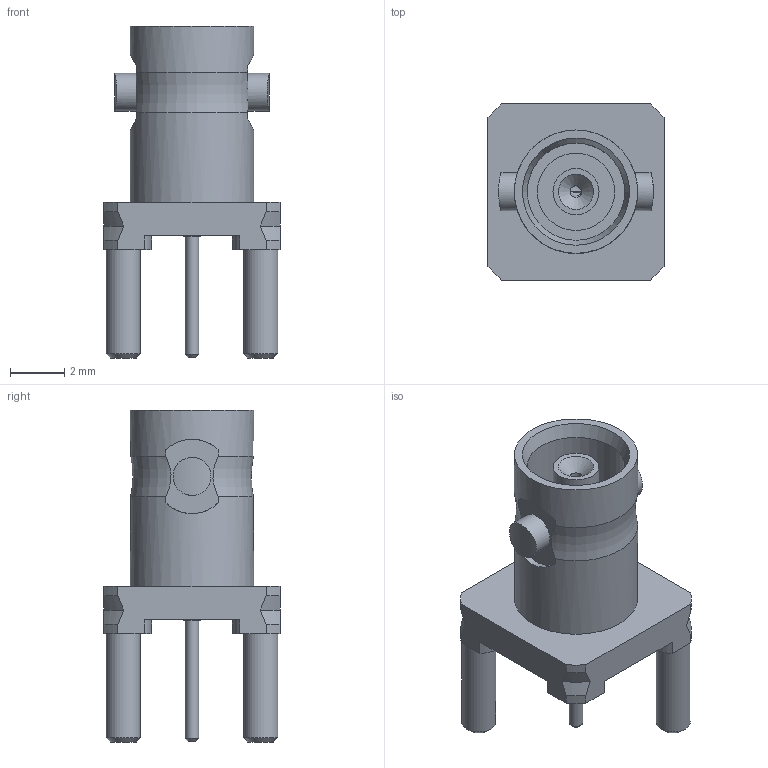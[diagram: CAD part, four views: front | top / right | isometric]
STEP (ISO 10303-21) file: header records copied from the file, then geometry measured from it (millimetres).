
FILE_DESCRIPTION(/* description */ (''),/* implementation_level */ '2;1');
FILE_NAME(/* name */ 'SAMTEC_HDBNC-J-P-GN-ST-TH1.stp',/* time_stamp */ '2016-12-08T11:58:27+01:00',/* author */ ('jchouvet'),/* organization */ ('SAMTEC'),/* preprocessor_version */ 'ST-DEVELOPER v16.1',/* originating_system */ 'AutoCAD Mechanical',/* authorisation */ '');
FILE_SCHEMA (('AUTOMOTIVE_DESIGN { 1 0 10303 214 3 1 1 }'));
Length unit declared in the file: millimetre
Products named in the file (1): Product
Bounding box: 6.5 x 6.5 x 12.25 mm (x, y, z)
Volume: 141.1 mm3; surface area: 430.1 mm2
Topology: 10 solids, 10 shells, 106 faces, 227 edges, 149 vertices
Faces by surface type: plane 44, cylinder 39, cone 15, bspline 6, torus 2
Full cylindrical faces by diameter (mm): 0.43 x1, 0.49 x1, 0.51 x1, 0.6 x1, 0.8 x2, 1.25 x3, 1.3 x1, 1.4 x2, 1.7 x1, 2.85 x2, 3.5 x2, 3.52 x1, 3.59 x1, 4.55 x2
Entity records: 3051 total; most frequent: CARTESIAN_POINT 905, DIRECTION 435, ORIENTED_EDGE 374, EDGE_CURVE 187, AXIS2_PLACEMENT_3D 186, EDGE_LOOP 144, VERTEX_POINT 137, FACE_OUTER_BOUND 106
